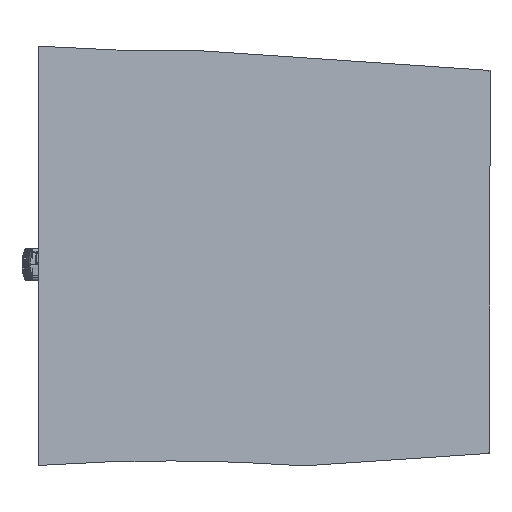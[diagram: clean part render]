
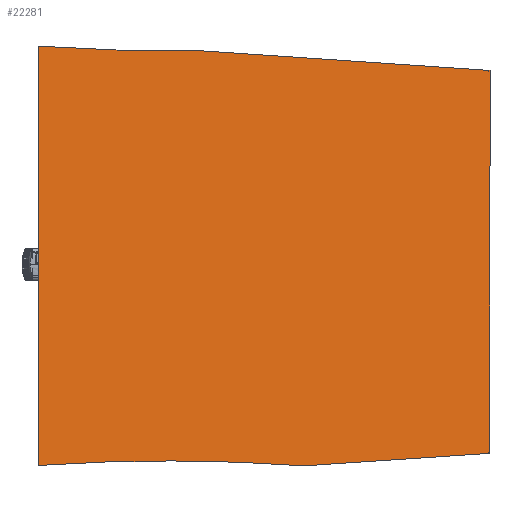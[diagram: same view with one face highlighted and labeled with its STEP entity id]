
A CAD part, top view. The second image highlights one B-rep face of the part: STEP entity #22281.
In plain terms, the highlighted face is planar.
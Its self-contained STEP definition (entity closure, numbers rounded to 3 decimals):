
#1603=PLANE('',#23537);
#2389=FACE_OUTER_BOUND('',#3613,.T.);
#3613=EDGE_LOOP('',(#15372,#15373,#15374,#15375,#15376,#15377));
#5216=LINE('',#32153,#7381);
#5220=LINE('',#32161,#7385);
#5224=LINE('',#32168,#7389);
#5226=LINE('',#32171,#7391);
#7381=VECTOR('',#25678,1000.);
#7385=VECTOR('',#25684,1000.);
#7389=VECTOR('',#25690,1000.);
#7391=VECTOR('',#25694,1000.);
#9544=(
BOUNDED_CURVE()
B_SPLINE_CURVE(2,(#32116,#32117,#32118),.UNSPECIFIED.,.F.,.F.)
B_SPLINE_CURVE_WITH_KNOTS((3,3),(-50.948,-2.091),
 .UNSPECIFIED.)
CURVE()
GEOMETRIC_REPRESENTATION_ITEM()
RATIONAL_B_SPLINE_CURVE((1.001,1.025,1.002))
REPRESENTATION_ITEM('')
);
#9547=(
BOUNDED_CURVE()
B_SPLINE_CURVE(2,(#32135,#32136,#32137),.UNSPECIFIED.,.F.,.F.)
B_SPLINE_CURVE_WITH_KNOTS((3,3),(-49.508,-20.139),
 .UNSPECIFIED.)
CURVE()
GEOMETRIC_REPRESENTATION_ITEM()
RATIONAL_B_SPLINE_CURVE((1.001,1.015,1.012))
REPRESENTATION_ITEM('')
);
#9602=VERTEX_POINT('',#32114);
#9603=VERTEX_POINT('',#32115);
#9607=VERTEX_POINT('',#32133);
#9608=VERTEX_POINT('',#32134);
#9612=VERTEX_POINT('',#32152);
#9615=VERTEX_POINT('',#32160);
#11880=EDGE_CURVE('',#9602,#9603,#9544,.T.);
#11885=EDGE_CURVE('',#9607,#9608,#9547,.T.);
#11890=EDGE_CURVE('',#9612,#9602,#5216,.T.);
#11894=EDGE_CURVE('',#9615,#9608,#5220,.T.);
#11898=EDGE_CURVE('',#9603,#9607,#5224,.T.);
#11900=EDGE_CURVE('',#9615,#9612,#5226,.T.);
#15372=ORIENTED_EDGE('',*,*,#11880,.F.);
#15373=ORIENTED_EDGE('',*,*,#11890,.F.);
#15374=ORIENTED_EDGE('',*,*,#11900,.F.);
#15375=ORIENTED_EDGE('',*,*,#11894,.T.);
#15376=ORIENTED_EDGE('',*,*,#11885,.F.);
#15377=ORIENTED_EDGE('',*,*,#11898,.F.);
#22281=ADVANCED_FACE('',(#2389),#1603,.T.);
#23537=AXIS2_PLACEMENT_3D('',#32178,#25704,#25705);
#25678=DIRECTION('',(0.998,0.066,0.));
#25684=DIRECTION('',(0.998,-0.066,0.));
#25690=DIRECTION('',(0.,-1.,0.));
#25694=DIRECTION('',(0.,1.,0.));
#25704=DIRECTION('center_axis',(0.,0.,1.));
#25705=DIRECTION('ref_axis',(1.,0.,0.));
#32114=CARTESIAN_POINT('',(-70.395,395.402,1163.9));
#32115=CARTESIAN_POINT('',(417.019,394.896,1163.9));
#32116=CARTESIAN_POINT('Ctrl Pts',(-70.395,395.402,1163.9));
#32117=CARTESIAN_POINT('Ctrl Pts',(173.476,378.444,1163.9));
#32118=CARTESIAN_POINT('Ctrl Pts',(417.019,394.896,1163.9));
#32133=CARTESIAN_POINT('',(417.019,-356.296,1163.9));
#32134=CARTESIAN_POINT('',(124.479,-348.496,1163.9));
#32135=CARTESIAN_POINT('Ctrl Pts',(417.019,-356.296,1163.9));
#32136=CARTESIAN_POINT('Ctrl Pts',(269.212,-346.311,1163.9));
#32137=CARTESIAN_POINT('Ctrl Pts',(124.479,-348.496,1163.9));
#32152=CARTESIAN_POINT('',(-409.338,372.975,1163.9));
#32153=CARTESIAN_POINT('',(-26.355,398.316,1163.9));
#32160=CARTESIAN_POINT('',(-409.338,-313.175,1163.9));
#32161=CARTESIAN_POINT('',(-22.416,-338.776,1163.9));
#32168=CARTESIAN_POINT('',(417.019,0.,1163.9));
#32171=CARTESIAN_POINT('',(-409.338,0.,1163.9));
#32178=CARTESIAN_POINT('Origin',(0.,0.,1163.9));
